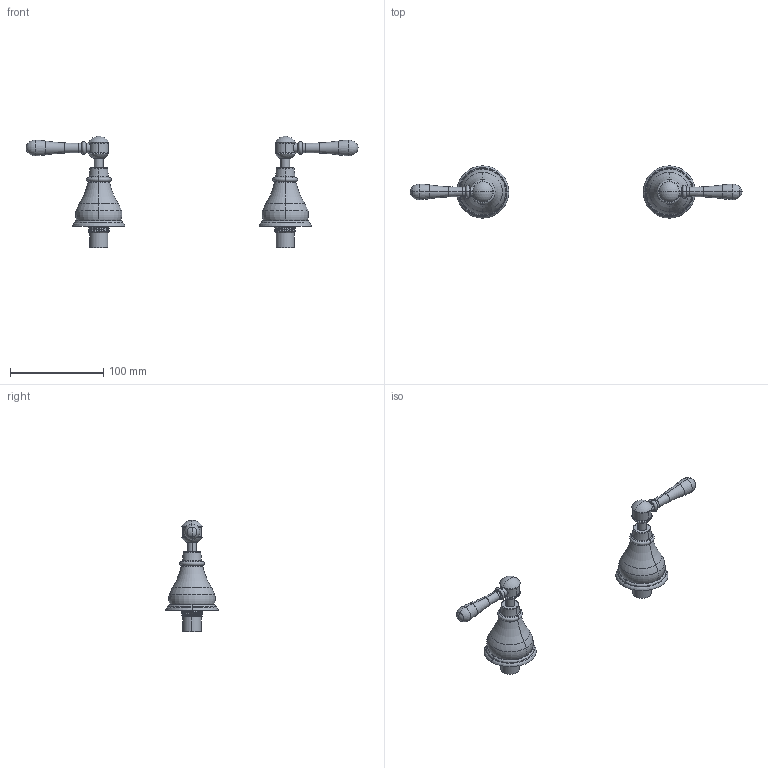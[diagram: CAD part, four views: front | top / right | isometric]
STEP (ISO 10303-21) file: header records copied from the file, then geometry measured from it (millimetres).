
FILE_DESCRIPTION (( 'STEP AP203' ), '1' );
FILE_NAME ('MV1070LCH.STEP', '2020-02-27T02:18:58', ( 'Windows 蚚誧' ), ( '' ), 'SwSTEP 2.0', 'SolidWorks 2019', '' );
FILE_SCHEMA (( 'CONFIG_CONTROL_DESIGN' ));
Length unit declared in the file: millimetre
Products named in the file (13): MV1070LCH; MV珨趼忒謫; 5-8辦羲概郋-110酗; 28.5X22.5X1.5綻祧菜え; 110快开插齿G58阀芯（30.5阀盖）; MV邧參醱髓笘欶釱; 囀鞠褒潑芛蹟佪M5x12 (G12090G00); 辦羲30.5坶踡蹟譫;    M70SB21C    MV珨趼忒梟裝; MV双把入墙钟罩; MV邧參珨趼忒謫釱
Assembly tree (20 placements, depth 3):
  MV1070LCH
    110快开插齿G58阀芯（30.5阀盖）
      5-8辦羲概郋-110酗
      辦羲30.5坶踡蹟譫
      28.5X22.5X1.5綻祧菜え
    110快开插齿G58阀芯（30.5阀盖）
      5-8辦羲概郋-110酗
      辦羲30.5坶踡蹟譫
      28.5X22.5X1.5綻祧菜え
    MV双把入墙钟罩  x2
    MV邧參醱髓笘欶釱  x2
    MV珨趼忒謫
      MV邧參珨趼忒謫釱
         M70SB21C    MV珨趼忒梟裝
      囀鞠褒潑芛蹟佪M5x12 (G12090G00)
    MV珨趼忒謫
      MV邧參珨趼忒謫釱
         M70SB21C    MV珨趼忒梟裝
      囀鞠褒潑芛蹟佪M5x12 (G12090G00)
Bounding box: 356 x 55.98 x 119.4 mm (x, y, z)
Volume: 121578.2 mm3; surface area: 78392.7 mm2
Topology: 16 solids, 16 shells, 1164 faces, 3136 edges, 2038 vertices
Faces by surface type: cylinder 516, plane 314, cone 142, torus 100, bspline 80, sphere 12
Entity records: 39011 total; most frequent: CARTESIAN_POINT 24115, ORIENTED_EDGE 3128, DIRECTION 2521, EDGE_CURVE 1564, VERTEX_POINT 1019, AXIS2_PLACEMENT_3D 995, EDGE_LOOP 613, FACE_OUTER_BOUND 582
